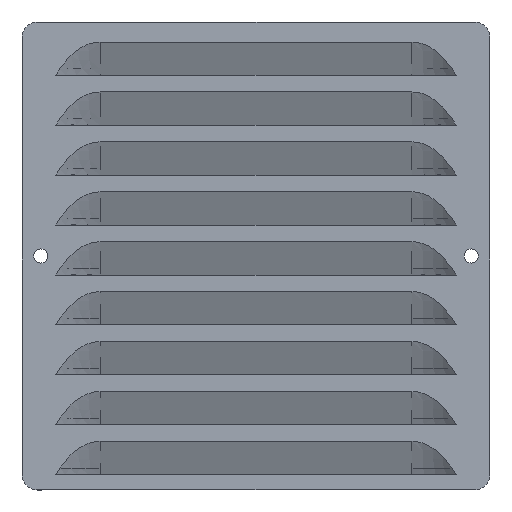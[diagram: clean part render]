
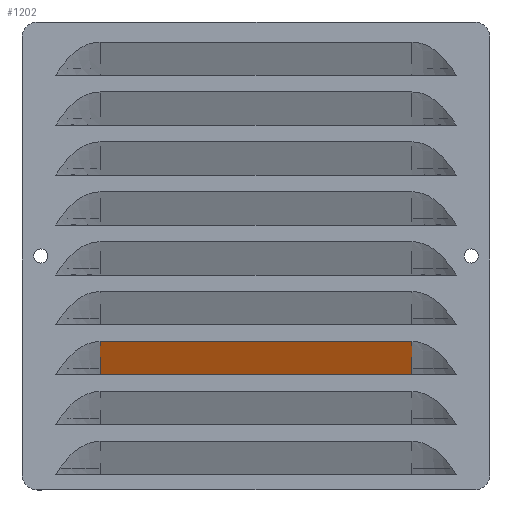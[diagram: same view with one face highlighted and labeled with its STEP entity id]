
A CAD part, top view. The second image highlights one B-rep face of the part: STEP entity #1202.
In plain terms, the highlighted planar face has unit normal (0, -0.414, 0.91).
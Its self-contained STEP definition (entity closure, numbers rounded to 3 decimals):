
#40 = EDGE_CURVE ( 'NONE', #5257, #3498, #395, .T. ) ;
#156 = LINE ( 'NONE', #2107, #3048 ) ;
#205 = CARTESIAN_POINT ( 'NONE',  ( 50., -38., -4.803 ) ) ;
#230 = CARTESIAN_POINT ( 'NONE',  ( 50., -38.828, -5.179 ) ) ;
#262 = DIRECTION ( 'NONE',  ( 1., 0., 0. ) ) ;
#390 = CARTESIAN_POINT ( 'NONE',  ( 50., -33.144, -2.596 ) ) ;
#395 = LINE ( 'NONE', #562, #5042 ) ;
#498 = LINE ( 'NONE', #2128, #3954 ) ;
#562 = CARTESIAN_POINT ( 'NONE',  ( 50., -38.094, -4.846 ) ) ;
#821 = CARTESIAN_POINT ( 'NONE',  ( -50., -36., -3.894 ) ) ;
#839 = CARTESIAN_POINT ( 'NONE',  ( 50., -30.289, -1.298 ) ) ;
#961 = B_SPLINE_CURVE_WITH_KNOTS ( 'NONE', 3,
 ( #5793, #390, #839, #5358 ),
 .UNSPECIFIED., .F., .F.,
 ( 4, 4 ),
 ( 0.257, 1.036 ),
 .UNSPECIFIED. ) ;
#989 = CARTESIAN_POINT ( 'NONE',  ( 50., -36., -3.894 ) ) ;
#1150 = FACE_OUTER_BOUND ( 'NONE', #5672, .T. ) ;
#1202 = ADVANCED_FACE ( 'NONE', ( #1150 ), #2517, .T. ) ;
#1276 = DIRECTION ( 'NONE',  ( 0., 0.91, 0.414 ) ) ;
#1484 = CARTESIAN_POINT ( 'NONE',  ( -50., -38., -4.803 ) ) ;
#1927 = EDGE_CURVE ( 'NONE', #4351, #5257, #2573, .T. ) ;
#1948 = ORIENTED_EDGE ( 'NONE', *, *, #5814, .F. ) ;
#2050 = CARTESIAN_POINT ( 'NONE',  ( -50., -27.433, 0. ) ) ;
#2052 = LINE ( 'NONE', #3024, #4308 ) ;
#2107 = CARTESIAN_POINT ( 'NONE',  ( 50., -27.433, 0. ) ) ;
#2128 = CARTESIAN_POINT ( 'NONE',  ( -50., -38.094, -4.846 ) ) ;
#2224 = DIRECTION ( 'NONE',  ( 0., 0.91, 0.414 ) ) ;
#2517 = PLANE ( 'NONE',  #5675 ) ;
#2573 = LINE ( 'NONE', #205, #5232 ) ;
#2597 = ORIENTED_EDGE ( 'NONE', *, *, #2691, .T. ) ;
#2691 = EDGE_CURVE ( 'NONE', #3498, #3999, #961, .T. ) ;
#2795 = CARTESIAN_POINT ( 'NONE',  ( 50., -27.433, 0. ) ) ;
#3015 = ORIENTED_EDGE ( 'NONE', *, *, #1927, .T. ) ;
#3024 = CARTESIAN_POINT ( 'NONE',  ( -50., -38.828, -5.179 ) ) ;
#3048 = VECTOR ( 'NONE', #4804, 1000. ) ;
#3400 = DIRECTION ( 'NONE',  ( 0., -0.414, 0.91 ) ) ;
#3498 = VERTEX_POINT ( 'NONE', #989 ) ;
#3577 = ORIENTED_EDGE ( 'NONE', *, *, #5088, .F. ) ;
#3679 = DIRECTION ( 'NONE',  ( 0., 0.91, 0.414 ) ) ;
#3846 = DIRECTION ( 'NONE',  ( 0., 0.91, 0.414 ) ) ;
#3954 = VECTOR ( 'NONE', #2224, 1000. ) ;
#3999 = VERTEX_POINT ( 'NONE', #2795 ) ;
#4140 = EDGE_CURVE ( 'NONE', #5122, #5331, #2052, .T. ) ;
#4263 = ORIENTED_EDGE ( 'NONE', *, *, #4140, .F. ) ;
#4308 = VECTOR ( 'NONE', #1276, 1000. ) ;
#4351 = VERTEX_POINT ( 'NONE', #1484 ) ;
#4546 = ORIENTED_EDGE ( 'NONE', *, *, #40, .T. ) ;
#4804 = DIRECTION ( 'NONE',  ( 1., 0., 0. ) ) ;
#5042 = VECTOR ( 'NONE', #3679, 1000. ) ;
#5088 = EDGE_CURVE ( 'NONE', #4351, #5122, #498, .T. ) ;
#5122 = VERTEX_POINT ( 'NONE', #821 ) ;
#5232 = VECTOR ( 'NONE', #262, 1000. ) ;
#5257 = VERTEX_POINT ( 'NONE', #5505 ) ;
#5331 = VERTEX_POINT ( 'NONE', #2050 ) ;
#5358 = CARTESIAN_POINT ( 'NONE',  ( 50., -27.433, 0. ) ) ;
#5505 = CARTESIAN_POINT ( 'NONE',  ( 50., -38., -4.803 ) ) ;
#5672 = EDGE_LOOP ( 'NONE', ( #2597, #1948, #4263, #3577, #3015, #4546 ) ) ;
#5675 = AXIS2_PLACEMENT_3D ( 'NONE', #230, #3400, #3846 ) ;
#5793 = CARTESIAN_POINT ( 'NONE',  ( 50., -36., -3.894 ) ) ;
#5814 = EDGE_CURVE ( 'NONE', #5331, #3999, #156, .T. ) ;
